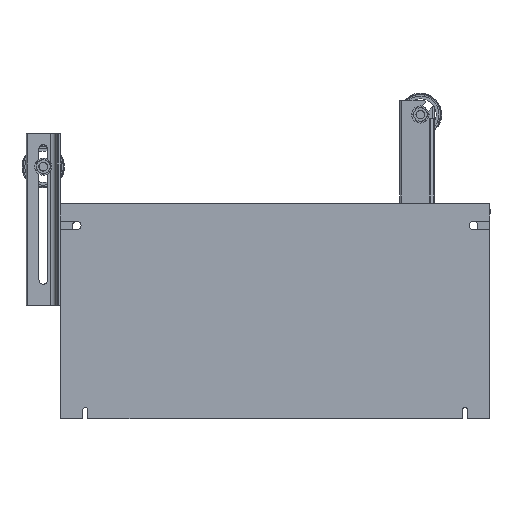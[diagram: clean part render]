
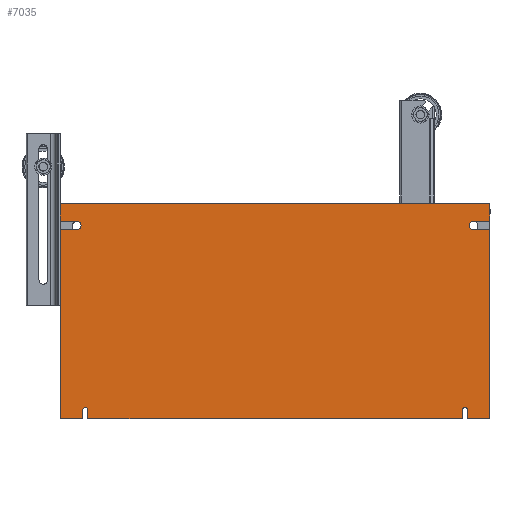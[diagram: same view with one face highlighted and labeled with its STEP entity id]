
A CAD part, front view. The second image highlights one B-rep face of the part: STEP entity #7035.
In plain terms, the highlighted planar face has unit normal (0, -1, 0).
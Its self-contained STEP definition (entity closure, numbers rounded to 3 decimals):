
#299=LINE('',#13169,#632);
#301=LINE('',#13174,#634);
#305=LINE('',#13183,#638);
#310=LINE('',#13193,#643);
#314=LINE('',#13202,#647);
#316=LINE('',#13207,#649);
#321=LINE('',#13217,#654);
#322=LINE('',#13219,#655);
#323=LINE('',#13221,#656);
#324=LINE('',#13225,#657);
#325=LINE('',#13226,#658);
#326=LINE('',#13230,#659);
#327=LINE('',#13231,#660);
#328=LINE('',#13235,#661);
#329=LINE('',#13236,#662);
#330=LINE('',#13237,#663);
#632=VECTOR('',#10348,1000.);
#634=VECTOR('',#10352,1000.);
#638=VECTOR('',#10358,1000.);
#643=VECTOR('',#10365,1000.);
#647=VECTOR('',#10371,1000.);
#649=VECTOR('',#10375,1000.);
#654=VECTOR('',#10382,1000.);
#655=VECTOR('',#10385,1000.);
#656=VECTOR('',#10386,1000.);
#657=VECTOR('',#10389,1000.);
#658=VECTOR('',#10390,1000.);
#659=VECTOR('',#10393,1000.);
#660=VECTOR('',#10394,1000.);
#661=VECTOR('',#10397,1000.);
#662=VECTOR('',#10398,1000.);
#663=VECTOR('',#10399,1000.);
#2878=PLANE('',#8228);
#4033=ORIENTED_EDGE('',*,*,#4987,.F.);
#4034=ORIENTED_EDGE('',*,*,#4964,.T.);
#4035=ORIENTED_EDGE('',*,*,#4970,.T.);
#4036=ORIENTED_EDGE('',*,*,#4988,.F.);
#4037=ORIENTED_EDGE('',*,*,#4989,.F.);
#4038=ORIENTED_EDGE('',*,*,#4990,.F.);
#4039=ORIENTED_EDGE('',*,*,#4975,.T.);
#4040=ORIENTED_EDGE('',*,*,#4991,.F.);
#4041=ORIENTED_EDGE('',*,*,#4992,.F.);
#4042=ORIENTED_EDGE('',*,*,#4993,.F.);
#4043=ORIENTED_EDGE('',*,*,#4979,.T.);
#4044=ORIENTED_EDGE('',*,*,#4981,.T.);
#4045=ORIENTED_EDGE('',*,*,#4994,.F.);
#4046=ORIENTED_EDGE('',*,*,#4995,.F.);
#4047=ORIENTED_EDGE('',*,*,#4996,.F.);
#4048=ORIENTED_EDGE('',*,*,#4986,.T.);
#4049=ORIENTED_EDGE('',*,*,#4997,.T.);
#4050=ORIENTED_EDGE('',*,*,#4966,.T.);
#4051=ORIENTED_EDGE('',*,*,#4998,.F.);
#4052=ORIENTED_EDGE('',*,*,#4999,.F.);
#4964=EDGE_CURVE('',#5513,#5515,#299,.T.);
#4966=EDGE_CURVE('',#5518,#5516,#301,.T.);
#4970=EDGE_CURVE('',#5515,#5520,#305,.T.);
#4975=EDGE_CURVE('',#5523,#5525,#310,.T.);
#4979=EDGE_CURVE('',#5527,#5529,#314,.T.);
#4981=EDGE_CURVE('',#5529,#5530,#316,.T.);
#4986=EDGE_CURVE('',#5533,#5535,#321,.T.);
#4987=EDGE_CURVE('',#5513,#5536,#322,.T.);
#4988=EDGE_CURVE('',#5537,#5520,#323,.T.);
#4989=EDGE_CURVE('',#5538,#5537,#5848,.T.);
#4990=EDGE_CURVE('',#5523,#5538,#324,.T.);
#4991=EDGE_CURVE('',#5539,#5525,#325,.T.);
#4992=EDGE_CURVE('',#5540,#5539,#5849,.T.);
#4993=EDGE_CURVE('',#5527,#5540,#326,.T.);
#4994=EDGE_CURVE('',#5541,#5530,#327,.T.);
#4995=EDGE_CURVE('',#5542,#5541,#5850,.T.);
#4996=EDGE_CURVE('',#5533,#5542,#328,.T.);
#4997=EDGE_CURVE('',#5535,#5518,#329,.T.);
#4998=EDGE_CURVE('',#5543,#5516,#330,.T.);
#4999=EDGE_CURVE('',#5536,#5543,#5851,.T.);
#5513=VERTEX_POINT('',#13164);
#5515=VERTEX_POINT('',#13168);
#5516=VERTEX_POINT('',#13172);
#5518=VERTEX_POINT('',#13175);
#5520=VERTEX_POINT('',#13181);
#5523=VERTEX_POINT('',#13188);
#5525=VERTEX_POINT('',#13192);
#5527=VERTEX_POINT('',#13197);
#5529=VERTEX_POINT('',#13201);
#5530=VERTEX_POINT('',#13205);
#5533=VERTEX_POINT('',#13212);
#5535=VERTEX_POINT('',#13216);
#5536=VERTEX_POINT('',#13220);
#5537=VERTEX_POINT('',#13222);
#5538=VERTEX_POINT('',#13224);
#5539=VERTEX_POINT('',#13227);
#5540=VERTEX_POINT('',#13229);
#5541=VERTEX_POINT('',#13232);
#5542=VERTEX_POINT('',#13234);
#5543=VERTEX_POINT('',#13238);
#5848=CIRCLE('',#8229,3.);
#5849=CIRCLE('',#8230,3.);
#5850=CIRCLE('',#8231,5.);
#5851=CIRCLE('',#8232,5.);
#6215=EDGE_LOOP('',(#4033,#4034,#4035,#4036,#4037,#4038,#4039,#4040,#4041,
#4042,#4043,#4044,#4045,#4046,#4047,#4048,#4049,#4050,#4051,#4052));
#6608=FACE_BOUND('',#6215,.T.);
#7035=ADVANCED_FACE('',(#6608),#2878,.T.);
#8228=AXIS2_PLACEMENT_3D('',#13218,#10383,#10384);
#8229=AXIS2_PLACEMENT_3D('',#13223,#10387,#10388);
#8230=AXIS2_PLACEMENT_3D('',#13228,#10391,#10392);
#8231=AXIS2_PLACEMENT_3D('',#13233,#10395,#10396);
#8232=AXIS2_PLACEMENT_3D('',#13239,#10400,#10401);
#10348=DIRECTION('',(0.,0.,-1.));
#10352=DIRECTION('',(0.,0.,-1.));
#10358=DIRECTION('',(1.,0.,0.));
#10365=DIRECTION('',(1.,0.,0.));
#10371=DIRECTION('',(1.,0.,0.));
#10375=DIRECTION('',(0.,0.,1.));
#10382=DIRECTION('',(0.,0.,1.));
#10383=DIRECTION('',(0.,-1.,0.));
#10384=DIRECTION('',(0.,0.,-1.));
#10385=DIRECTION('',(1.,0.,0.));
#10386=DIRECTION('',(0.,0.,-1.));
#10387=DIRECTION('',(0.,-1.,0.));
#10388=DIRECTION('',(0.,0.,-1.));
#10389=DIRECTION('',(0.,0.,1.));
#10390=DIRECTION('',(0.,0.,-1.));
#10391=DIRECTION('',(0.,-1.,0.));
#10392=DIRECTION('',(0.,0.,-1.));
#10393=DIRECTION('',(0.,0.,1.));
#10394=DIRECTION('',(1.,0.,0.));
#10395=DIRECTION('',(0.,-1.,0.));
#10396=DIRECTION('',(0.,0.,-1.));
#10397=DIRECTION('',(-1.,0.,0.));
#10398=DIRECTION('',(-1.,0.,0.));
#10399=DIRECTION('',(-1.,0.,0.));
#10400=DIRECTION('',(0.,-1.,0.));
#10401=DIRECTION('',(0.,0.,-1.));
#13164=CARTESIAN_POINT('',(0.,-2.,220.));
#13168=CARTESIAN_POINT('',(0.,-2.,0.));
#13169=CARTESIAN_POINT('',(0.,-2.,250.));
#13172=CARTESIAN_POINT('',(0.,-2.,230.));
#13174=CARTESIAN_POINT('',(0.,-2.,250.));
#13175=CARTESIAN_POINT('',(0.,-2.,250.));
#13181=CARTESIAN_POINT('',(26.,-2.,0.));
#13183=CARTESIAN_POINT('',(0.,-2.,0.));
#13188=CARTESIAN_POINT('',(32.,-2.,0.));
#13192=CARTESIAN_POINT('',(468.,-2.,0.));
#13193=CARTESIAN_POINT('',(0.,-2.,0.));
#13197=CARTESIAN_POINT('',(474.,-2.,0.));
#13201=CARTESIAN_POINT('',(500.,-2.,0.));
#13202=CARTESIAN_POINT('',(0.,-2.,0.));
#13205=CARTESIAN_POINT('',(500.,-2.,220.));
#13207=CARTESIAN_POINT('',(500.,-2.,0.));
#13212=CARTESIAN_POINT('',(500.,-2.,230.));
#13216=CARTESIAN_POINT('',(500.,-2.,250.));
#13217=CARTESIAN_POINT('',(500.,-2.,0.));
#13218=CARTESIAN_POINT('',(0.,-2.,0.));
#13219=CARTESIAN_POINT('',(-11.,-2.,220.));
#13220=CARTESIAN_POINT('',(19.,-2.,220.));
#13221=CARTESIAN_POINT('',(26.,-2.,10.));
#13222=CARTESIAN_POINT('',(26.,-2.,10.));
#13223=CARTESIAN_POINT('',(29.,-2.,10.));
#13224=CARTESIAN_POINT('',(32.,-2.,10.));
#13225=CARTESIAN_POINT('',(32.,-2.,-10.));
#13226=CARTESIAN_POINT('',(468.,-2.,10.));
#13227=CARTESIAN_POINT('',(468.,-2.,10.));
#13228=CARTESIAN_POINT('',(471.,-2.,10.));
#13229=CARTESIAN_POINT('',(474.,-2.,10.));
#13230=CARTESIAN_POINT('',(474.,-2.,-10.));
#13231=CARTESIAN_POINT('',(481.,-2.,220.));
#13232=CARTESIAN_POINT('',(481.,-2.,220.));
#13233=CARTESIAN_POINT('',(481.,-2.,225.));
#13234=CARTESIAN_POINT('',(481.,-2.,230.));
#13235=CARTESIAN_POINT('',(511.,-2.,230.));
#13236=CARTESIAN_POINT('',(500.,-2.,250.));
#13237=CARTESIAN_POINT('',(19.,-2.,230.));
#13238=CARTESIAN_POINT('',(19.,-2.,230.));
#13239=CARTESIAN_POINT('',(19.,-2.,225.));
